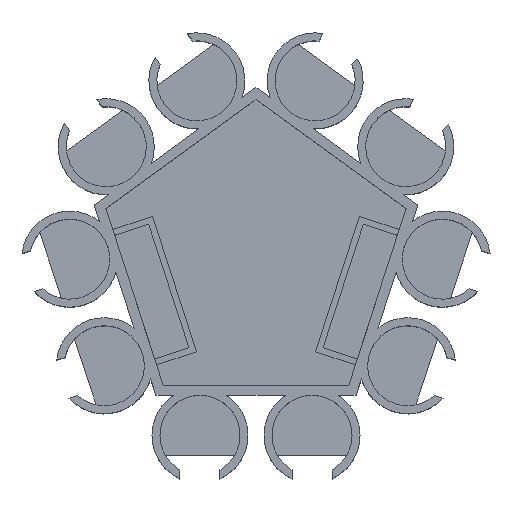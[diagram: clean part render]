
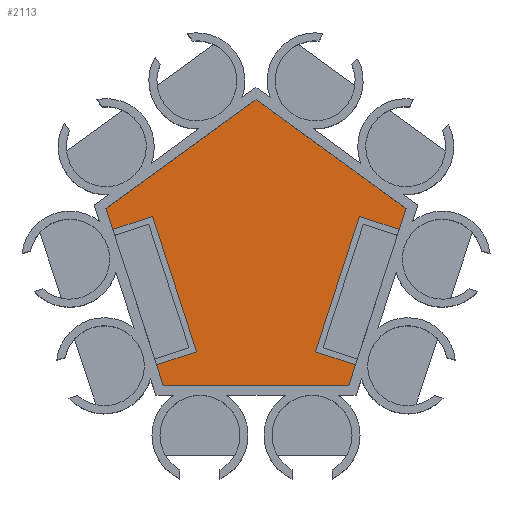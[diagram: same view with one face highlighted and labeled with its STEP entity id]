
A CAD part, top view. The second image highlights one B-rep face of the part: STEP entity #2113.
In plain terms, the highlighted planar face has unit normal (0, 0, 1).
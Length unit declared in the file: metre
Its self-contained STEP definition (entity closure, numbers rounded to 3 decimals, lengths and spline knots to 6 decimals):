
#122=ORIENTED_EDGE('',*,*,#758,.T.);
#123=ORIENTED_EDGE('',*,*,#759,.T.);
#124=ORIENTED_EDGE('',*,*,#760,.F.);
#125=ORIENTED_EDGE('',*,*,#761,.F.);
#126=ORIENTED_EDGE('',*,*,#762,.T.);
#127=ORIENTED_EDGE('',*,*,#763,.T.);
#128=ORIENTED_EDGE('',*,*,#764,.T.);
#129=ORIENTED_EDGE('',*,*,#765,.T.);
#130=ORIENTED_EDGE('',*,*,#766,.T.);
#131=ORIENTED_EDGE('',*,*,#767,.T.);
#132=ORIENTED_EDGE('',*,*,#768,.F.);
#133=ORIENTED_EDGE('',*,*,#769,.T.);
#134=ORIENTED_EDGE('',*,*,#770,.T.);
#758=EDGE_CURVE('',#1076,#1077,#1288,.T.);
#759=EDGE_CURVE('',#1077,#1078,#1289,.T.);
#760=EDGE_CURVE('',#1079,#1078,#1290,.T.);
#761=EDGE_CURVE('',#1080,#1079,#1291,.T.);
#762=EDGE_CURVE('',#1080,#1081,#1292,.T.);
#763=EDGE_CURVE('',#1081,#1082,#1293,.T.);
#764=EDGE_CURVE('',#1082,#1083,#1294,.T.);
#765=EDGE_CURVE('',#1083,#1084,#1295,.T.);
#766=EDGE_CURVE('',#1084,#1085,#1296,.T.);
#767=EDGE_CURVE('',#1085,#1086,#1297,.T.);
#768=EDGE_CURVE('',#1087,#1086,#1298,.T.);
#769=EDGE_CURVE('',#1087,#1088,#1299,.T.);
#770=EDGE_CURVE('',#1088,#1076,#1300,.T.);
#1076=VERTEX_POINT('',#3085);
#1077=VERTEX_POINT('',#3086);
#1078=VERTEX_POINT('',#3088);
#1079=VERTEX_POINT('',#3090);
#1080=VERTEX_POINT('',#3092);
#1081=VERTEX_POINT('',#3094);
#1082=VERTEX_POINT('',#3096);
#1083=VERTEX_POINT('',#3098);
#1084=VERTEX_POINT('',#3100);
#1085=VERTEX_POINT('',#3102);
#1086=VERTEX_POINT('',#3104);
#1087=VERTEX_POINT('',#3106);
#1088=VERTEX_POINT('',#3108);
#1288=LINE('',#3084,#1526);
#1289=LINE('',#3087,#1527);
#1290=LINE('',#3089,#1528);
#1291=LINE('',#3091,#1529);
#1292=LINE('',#3093,#1530);
#1293=LINE('',#3095,#1531);
#1294=LINE('',#3097,#1532);
#1295=LINE('',#3099,#1533);
#1296=LINE('',#3101,#1534);
#1297=LINE('',#3103,#1535);
#1298=LINE('',#3105,#1536);
#1299=LINE('',#3107,#1537);
#1300=LINE('',#3109,#1538);
#1526=VECTOR('',#2448,1.);
#1527=VECTOR('',#2449,1.);
#1528=VECTOR('',#2450,1.);
#1529=VECTOR('',#2451,1.);
#1530=VECTOR('',#2452,1.);
#1531=VECTOR('',#2453,1.);
#1532=VECTOR('',#2454,1.);
#1533=VECTOR('',#2455,1.);
#1534=VECTOR('',#2456,1.);
#1535=VECTOR('',#2457,1.);
#1536=VECTOR('',#2458,1.);
#1537=VECTOR('',#2459,1.);
#1538=VECTOR('',#2460,1.);
#1764=EDGE_LOOP('',(#122,#123,#124,#125,#126,#127,#128,#129,#130,#131,#132,
#133,#134));
#1894=FACE_BOUND('',#1764,.T.);
#2024=PLANE('',#2245);
#2113=ADVANCED_FACE('',(#1894),#2024,.T.);
#2245=AXIS2_PLACEMENT_3D('',#3083,#2446,#2447);
#2446=DIRECTION('',(0.,0.,1.));
#2447=DIRECTION('',(1.,0.,0.));
#2448=DIRECTION('',(0.309,0.951,0.));
#2449=DIRECTION('',(-0.951,0.309,0.));
#2450=DIRECTION('',(-0.309,-0.951,0.));
#2451=DIRECTION('',(-0.951,0.309,0.));
#2452=DIRECTION('',(0.309,0.951,0.));
#2453=DIRECTION('',(-0.809,0.588,0.));
#2454=DIRECTION('',(-0.809,-0.588,0.));
#2455=DIRECTION('',(0.309,-0.951,0.));
#2456=DIRECTION('',(0.951,0.309,0.));
#2457=DIRECTION('',(0.309,-0.951,0.));
#2458=DIRECTION('',(0.951,0.309,0.));
#2459=DIRECTION('',(0.309,-0.951,0.));
#2460=DIRECTION('',(1.,0.,0.));
#3083=CARTESIAN_POINT('',(0.,0.002757,-0.004));
#3084=CARTESIAN_POINT('',(0.046594,-0.061203,-0.004));
#3085=CARTESIAN_POINT('',(0.046367,-0.061901,-0.004));
#3086=CARTESIAN_POINT('',(0.049725,-0.051566,-0.004));
#3087=CARTESIAN_POINT('',(0.039739,-0.048321,-0.004));
#3088=CARTESIAN_POINT('',(0.029753,-0.045076,-0.004));
#3089=CARTESIAN_POINT('',(0.040723,-0.011314,-0.004));
#3090=CARTESIAN_POINT('',(0.051693,0.022449,-0.004));
#3091=CARTESIAN_POINT('',(0.06168,0.019204,-0.004));
#3092=CARTESIAN_POINT('',(0.071666,0.015959,-0.004));
#3093=CARTESIAN_POINT('',(0.046594,-0.061203,-0.004));
#3094=CARTESIAN_POINT('',(0.075024,0.026295,-0.004));
#3095=CARTESIAN_POINT('',(0.07443,0.026726,-0.004));
#3096=CARTESIAN_POINT('',(0.,0.080803,-0.004));
#3097=CARTESIAN_POINT('',(-0.000594,0.080371,-0.004));
#3098=CARTESIAN_POINT('',(-0.075024,0.026295,-0.004));
#3099=CARTESIAN_POINT('',(-0.074797,0.025597,-0.004));
#3100=CARTESIAN_POINT('',(-0.071666,0.015959,-0.004));
#3101=CARTESIAN_POINT('',(-0.06168,0.019204,-0.004));
#3102=CARTESIAN_POINT('',(-0.051693,0.022449,-0.004));
#3103=CARTESIAN_POINT('',(-0.040723,-0.011314,-0.004));
#3104=CARTESIAN_POINT('',(-0.029753,-0.045076,-0.004));
#3105=CARTESIAN_POINT('',(-0.039739,-0.048321,-0.004));
#3106=CARTESIAN_POINT('',(-0.049725,-0.051566,-0.004));
#3107=CARTESIAN_POINT('',(-0.074797,0.025597,-0.004));
#3108=CARTESIAN_POINT('',(-0.046367,-0.061901,-0.004));
#3109=CARTESIAN_POINT('',(-0.045633,-0.061901,-0.004));
